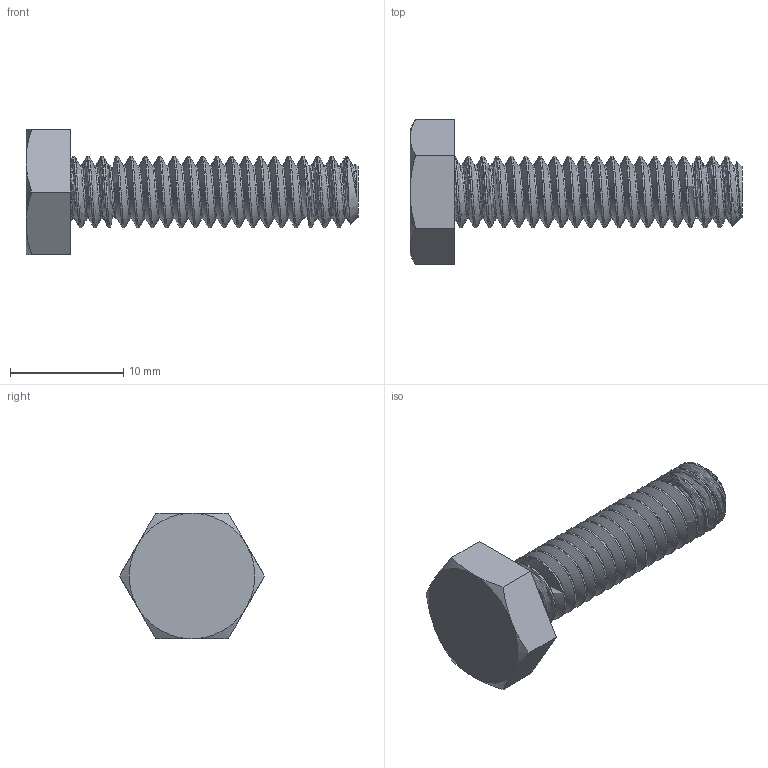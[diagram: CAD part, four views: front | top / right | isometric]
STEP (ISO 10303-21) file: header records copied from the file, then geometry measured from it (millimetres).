
FILE_DESCRIPTION (( 'STEP AP203' ), '1' );
FILE_NAME ('92240A542.step', '2014-06-26T20:22:48', ( '' ), ( '' ), 'SwSTEP 2.0', 'SolidWorks 2010', '' );
FILE_SCHEMA (( 'CONFIG_CONTROL_DESIGN' ));
Length unit declared in the file: inch
Products named in the file (1): 92240A542
Bounding box: 29.37 x 12.83 x 11.11 mm (x, y, z)
Volume: 1037 mm3; surface area: 1122.7 mm2
Topology: 1 solids, 1 shells, 60 faces, 164 edges, 107 vertices
Faces by surface type: cylinder 40, plane 9, cone 8, bspline 3
Entity records: 5119 total; most frequent: CARTESIAN_POINT 3805, ORIENTED_EDGE 328, DIRECTION 189, EDGE_CURVE 164, VERTEX_POINT 107, AXIS2_PLACEMENT_3D 68, EDGE_LOOP 61, ADVANCED_FACE 60
